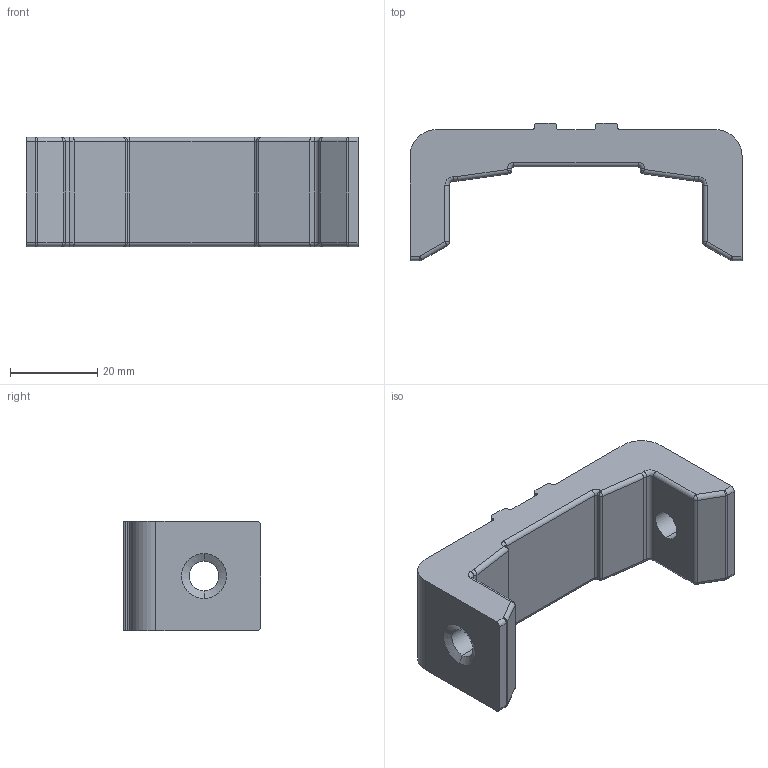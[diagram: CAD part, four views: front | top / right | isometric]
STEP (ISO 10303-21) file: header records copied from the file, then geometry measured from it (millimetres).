
FILE_DESCRIPTION (( 'STEP AP203' ), '1' );
FILE_NAME ('EUKU-001_002.STEP', '2020-09-08T15:37:29', ( '' ), ( '' ), 'SwSTEP 2.0', 'SolidWorks 2019', '' );
FILE_SCHEMA (( 'CONFIG_CONTROL_DESIGN' ));
Length unit declared in the file: millimetre
Products named in the file (1): EUKU-001_002
Bounding box: 76 x 31.5 x 25 mm (x, y, z)
Volume: 26237 mm3; surface area: 8365.3 mm2
Topology: 1 solids, 1 shells, 100 faces, 242 edges, 136 vertices
Faces by surface type: cylinder 50, plane 26, sphere 8, torus 8, cone 4, bspline 4
Entity records: 2999 total; most frequent: CARTESIAN_POINT 623, DIRECTION 512, ORIENTED_EDGE 468, EDGE_CURVE 234, AXIS2_PLACEMENT_3D 193, VERTEX_POINT 136, LINE 126, VECTOR 126
